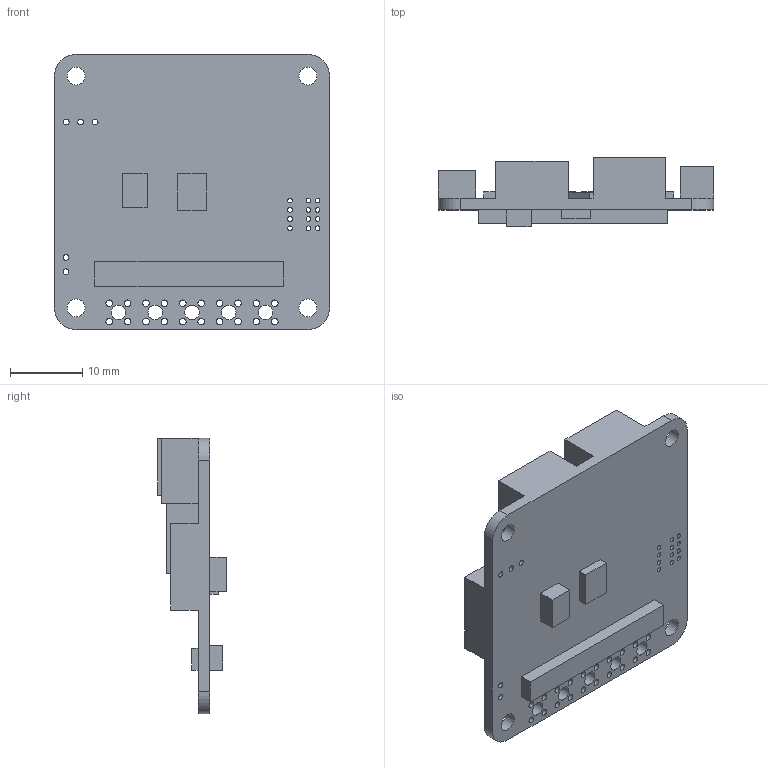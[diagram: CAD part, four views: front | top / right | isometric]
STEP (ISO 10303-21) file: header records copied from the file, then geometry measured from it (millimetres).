
FILE_DESCRIPTION(/* description */ (''),/* implementation_level */ '2;1');
FILE_NAME(/* name */ '20240305-moteus-c1-r1_2.step',/* time_stamp */ '2024-03-05T16:58:49-05:00',/* author */ (''),/* organization */ (''),/* preprocessor_version */ 'ST-DEVELOPER v20',/* originating_system */ 'Autodesk Translation Framework v12.14.0.127',/* authorisation */ '');
FILE_SCHEMA (('AUTOMOTIVE_DESIGN { 1 0 10303 214 3 1 1 }'));
Length unit declared in the file: millimetre
Products named in the file (1): moteus-c1 r1.2 simple
Bounding box: 38 x 9.5 x 38 mm (x, y, z)
Volume: 3887.3 mm3; surface area: 4168.9 mm2
Topology: 1 solids, 1 shells, 122 faces, 330 edges, 220 vertices
Faces by surface type: plane 72, cylinder 50
Full cylindrical faces by diameter (mm): 0.65 x12, 0.8 x5, 0.9 x20, 2 x5, 2.5 x4
Entity records: 4071 total; most frequent: DIRECTION 676, CARTESIAN_POINT 673, ORIENTED_EDGE 660, EDGE_CURVE 330, LINE 230, VECTOR 230, EDGE_LOOP 224, AXIS2_PLACEMENT_3D 223
